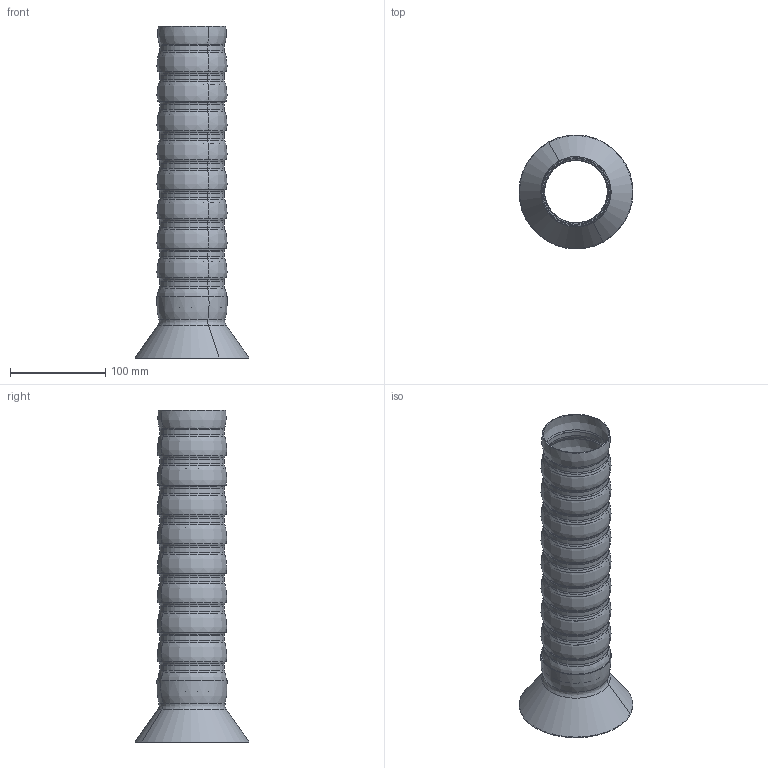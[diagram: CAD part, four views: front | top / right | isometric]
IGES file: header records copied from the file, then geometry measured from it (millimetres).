
Start section: START RECORD GO HERE.
Global section: file name: Pipe & Round Nozzle.igs; native system: DASSAULT SYSTEMES CATIA V5 R20 - www.3ds.com; preprocessor: CATIA Version 5 Release 20 ; author: DRAFTMAN; organization: KJNDESGN; date: 20150303.144257; units: millimetre
Bounding box: 119.97 x 119.97 x 349.46 mm (x, y, z)
Volume: 102746.3 mm3; surface area: 175069.1 mm2
Topology: 2 solids, 2 shells, 212 faces, 424 edges, 232 vertices
Faces by surface type: revolution 192, plane 20
